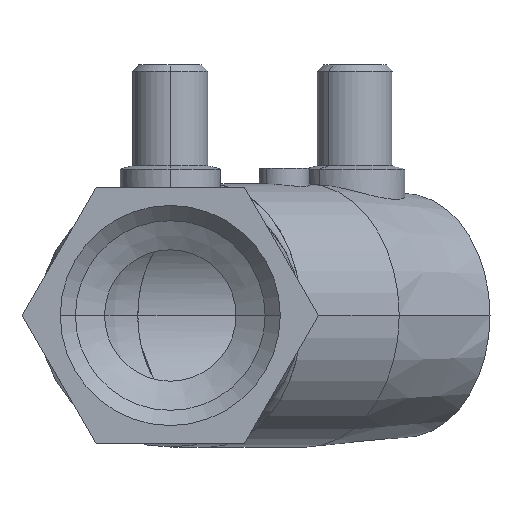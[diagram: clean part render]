
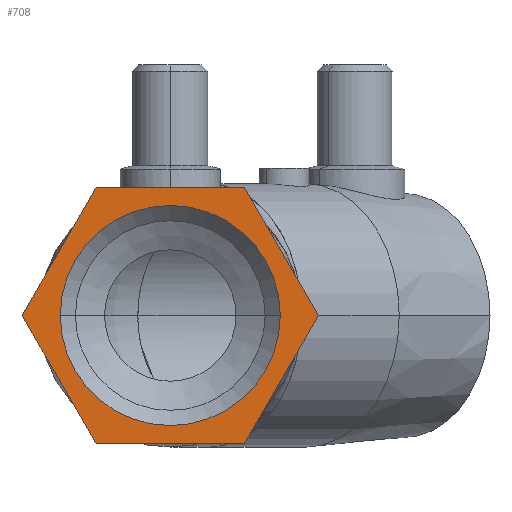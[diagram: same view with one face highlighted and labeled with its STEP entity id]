
A CAD part, left-side view. The second image highlights one B-rep face of the part: STEP entity #708.
In plain terms, the highlighted planar face has unit normal (-1, 0, 0).
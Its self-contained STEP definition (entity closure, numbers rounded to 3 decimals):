
#440 = EDGE_CURVE( '', #546, #990, #1193, .T. );
#448 = VERTEX_POINT( '', #1201 );
#536 = VERTEX_POINT( '', #1299 );
#546 = VERTEX_POINT( '', #1312 );
#552 = EDGE_CURVE( '', #448, #800, #1319, .T. );
#602 = EDGE_CURVE( '', #944, #1118, #1375, .T. );
#618 = EDGE_CURVE( '', #1118, #1080, #1391, .T. );
#650 = EDGE_CURVE( '', #990, #546, #1428, .T. );
#694 = EDGE_CURVE( '', #536, #944, #1479, .T. );
#708 = ADVANCED_FACE( '', ( #1494, #1495 ), #1496, .T. );
#800 = VERTEX_POINT( '', #1595 );
#876 = EDGE_CURVE( '', #800, #536, #1687, .T. );
#944 = VERTEX_POINT( '', #1765 );
#990 = VERTEX_POINT( '', #1821 );
#1062 = EDGE_CURVE( '', #1080, #448, #1902, .T. );
#1080 = VERTEX_POINT( '', #1922 );
#1118 = VERTEX_POINT( '', #1961 );
#1193 = CIRCLE( '', #2059, 17.568 );
#1201 = CARTESIAN_POINT( '', ( -102.849, 17.986, 20.5 ) );
#1299 = CARTESIAN_POINT( '', ( -102.849, 17.986, -20.5 ) );
#1312 = CARTESIAN_POINT( '', ( -102.849, -11.417, 0. ) );
#1319 = LINE( '', #2290, #2291 );
#1375 = LINE( '', #2362, #2363 );
#1391 = LINE( '', #2386, #2387 );
#1428 = CIRCLE( '', #2434, 17.568 );
#1479 = LINE( '', #2605, #2606 );
#1494 = FACE_BOUND( '', #2625, .T. );
#1495 = FACE_OUTER_BOUND( '', #2626, .T. );
#1496 = PLANE( '', #2627 );
#1595 = CARTESIAN_POINT( '', ( -102.849, 29.822, 0. ) );
#1687 = LINE( '', #2975, #2976 );
#1765 = CARTESIAN_POINT( '', ( -102.849, -5.685, -20.5 ) );
#1821 = CARTESIAN_POINT( '', ( -102.849, 23.719, 0. ) );
#1902 = LINE( '', #3374, #3375 );
#1922 = CARTESIAN_POINT( '', ( -102.849, -5.685, 20.5 ) );
#1961 = CARTESIAN_POINT( '', ( -102.849, -17.521, 0. ) );
#2059 = AXIS2_PLACEMENT_3D( '', #3603, #3604, #3605 );
#2290 = CARTESIAN_POINT( '', ( -102.849, 28.785, 1.796 ) );
#2291 = VECTOR( '', #3752, 1. );
#2362 = CARTESIAN_POINT( '', ( -102.849, -12.64, -8.454 ) );
#2363 = VECTOR( '', #3822, 1. );
#2386 = CARTESIAN_POINT( '', ( -102.849, -6.722, 18.704 ) );
#2387 = VECTOR( '', #3836, 1. );
#2434 = AXIS2_PLACEMENT_3D( '', #3886, #3887, #3888 );
#2605 = CARTESIAN_POINT( '', ( -102.849, 7.92, -20.5 ) );
#2606 = VECTOR( '', #3955, 1. );
#2625 = EDGE_LOOP( '', ( #3972, #3973 ) );
#2626 = EDGE_LOOP( '', ( #3974, #3975, #3976, #3977, #3978, #3979 ) );
#2627 = AXIS2_PLACEMENT_3D( '', #3980, #3981, #3982 );
#2975 = CARTESIAN_POINT( '', ( -102.849, 22.867, -12.046 ) );
#2976 = VECTOR( '', #4218, 1. );
#3374 = CARTESIAN_POINT( '', ( -102.849, 19.756, 20.5 ) );
#3375 = VECTOR( '', #4478, 1. );
#3603 = CARTESIAN_POINT( '', ( -102.849, 6.151, 0. ) );
#3604 = DIRECTION( '', ( 1., 0., 0. ) );
#3605 = DIRECTION( '', ( 0., 1., 0. ) );
#3752 = DIRECTION( '', ( 0., 0.5, -0.866 ) );
#3822 = DIRECTION( '', ( 0., -0.5, 0.866 ) );
#3836 = DIRECTION( '', ( 0., 0.5, 0.866 ) );
#3886 = CARTESIAN_POINT( '', ( -102.849, 6.151, 0. ) );
#3887 = DIRECTION( '', ( 1., 0., 0. ) );
#3888 = DIRECTION( '', ( 0., 1., 0. ) );
#3955 = DIRECTION( '', ( 0., -1., 0. ) );
#3972 = ORIENTED_EDGE( '', *, *, #650, .T. );
#3973 = ORIENTED_EDGE( '', *, *, #440, .T. );
#3974 = ORIENTED_EDGE( '', *, *, #1062, .T. );
#3975 = ORIENTED_EDGE( '', *, *, #552, .T. );
#3976 = ORIENTED_EDGE( '', *, *, #876, .T. );
#3977 = ORIENTED_EDGE( '', *, *, #694, .T. );
#3978 = ORIENTED_EDGE( '', *, *, #602, .T. );
#3979 = ORIENTED_EDGE( '', *, *, #618, .T. );
#3980 = CARTESIAN_POINT( '', ( -102.849, 21.526, 0. ) );
#3981 = DIRECTION( '', ( -1., 0., 0. ) );
#3982 = DIRECTION( '', ( 0., 1., 0. ) );
#4218 = DIRECTION( '', ( 0., -0.5, -0.866 ) );
#4478 = DIRECTION( '', ( 0., 1., 0. ) );
